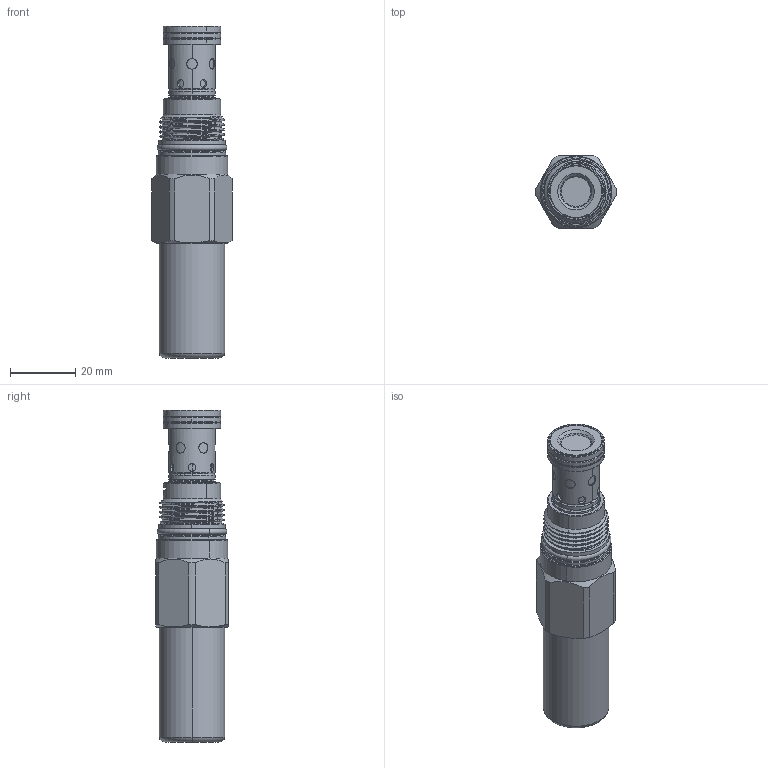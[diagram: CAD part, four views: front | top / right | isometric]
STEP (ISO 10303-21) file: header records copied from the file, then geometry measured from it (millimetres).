
FILE_DESCRIPTION (( 'STEP AP203' ), '1' );
FILE_NAME ('RD10A25-CP.STEP', '2024-06-13T08:31:19', ( '' ), ( '' ), 'SwSTEP 2.0', 'SolidWorks 2018', '' );
FILE_SCHEMA (( 'CONFIG_CONTROL_DESIGN' ));
Length unit declared in the file: millimetre
Products named in the file (1): RD10A25-CP
Bounding box: 24.59 x 22.22 x 101.48 mm (x, y, z)
Volume: 30745.8 mm3; surface area: 7804.3 mm2
Topology: 1 solids, 1 shells, 187 faces, 436 edges, 277 vertices
Faces by surface type: cylinder 106, cone 37, plane 25, torus 17, bspline 2
Entity records: 7299 total; most frequent: CARTESIAN_POINT 3114, ORIENTED_EDGE 872, DIRECTION 837, EDGE_CURVE 436, AXIS2_PLACEMENT_3D 351, VERTEX_POINT 277, EDGE_LOOP 213, FACE_OUTER_BOUND 187
